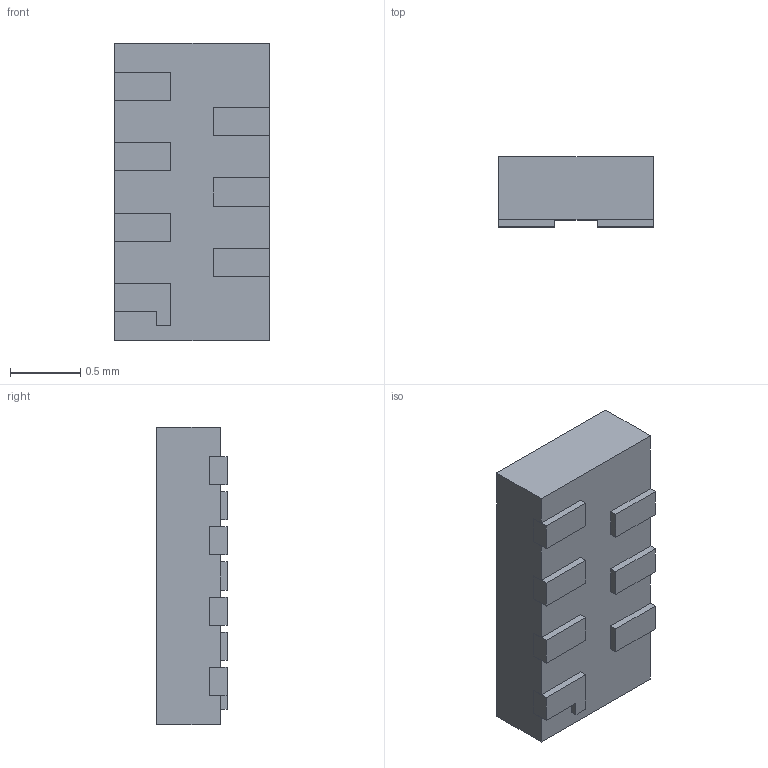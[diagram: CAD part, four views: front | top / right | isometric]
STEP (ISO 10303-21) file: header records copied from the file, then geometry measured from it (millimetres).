
FILE_DESCRIPTION (( 'STEP AP214' ), '1' );
FILE_NAME ('SOT1358-1.STEP', '2020-09-21T02:31:30', ( '' ), ( '' ), 'SwSTEP 2.0', 'SolidWorks 2017', '' );
FILE_SCHEMA (( 'AUTOMOTIVE_DESIGN' ));
Length unit declared in the file: millimetre
Products named in the file (1): SOT1358-1
Bounding box: 1.1 x 0.5 x 2.12 mm (x, y, z)
Volume: 1.1 mm3; surface area: 10.3 mm2
Topology: 8 solids, 8 shells, 80 faces, 192 edges, 128 vertices
Faces by surface type: plane 80
Entity records: 2373 total; most frequent: CARTESIAN_POINT 401, ORIENTED_EDGE 384, DIRECTION 354, LINE 192, EDGE_CURVE 192, VECTOR 192, VERTEX_POINT 128, AXIS2_PLACEMENT_3D 81
